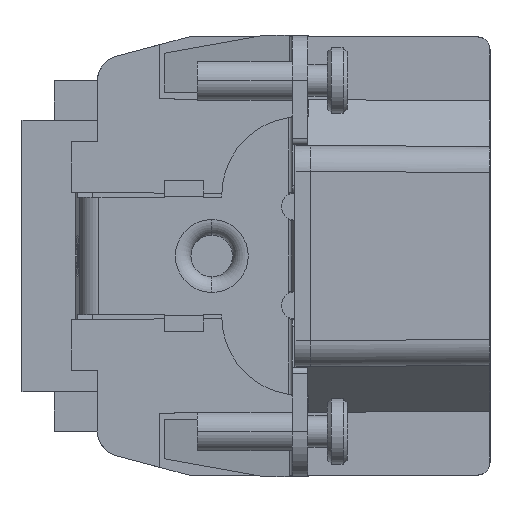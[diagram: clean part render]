
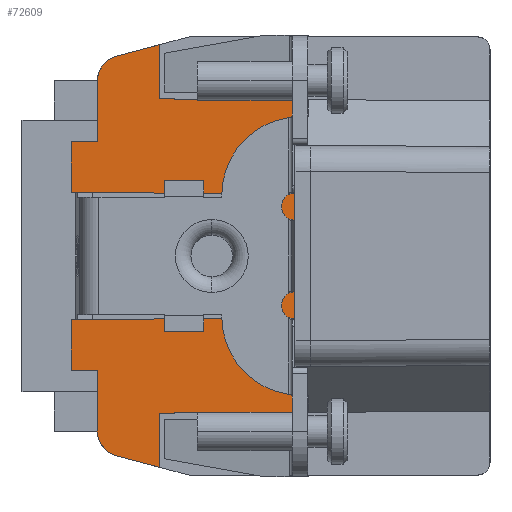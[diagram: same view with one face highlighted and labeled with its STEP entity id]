
A CAD part, left-side view. The second image highlights one B-rep face of the part: STEP entity #72609.
In plain terms, the highlighted planar face has unit normal (-1, 0.005, 0).
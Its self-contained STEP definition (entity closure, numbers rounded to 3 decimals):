
#18312=CARTESIAN_POINT('',(-45.174,19.,-1.442));
#18313=CARTESIAN_POINT('',(-45.175,18.711,
-0.961));
#18314=CARTESIAN_POINT('',(-45.176,18.489,0.));
#18315=CARTESIAN_POINT('',(-45.175,18.711,
0.961));
#18316=CARTESIAN_POINT('',(-45.174,19.,1.442));
#18318=DIRECTION('',(0.,0.,-1.));
#18319=VECTOR('',#18318,3.368);
#18320=CARTESIAN_POINT('',(-45.174,19.,4.81));
#18321=LINE('',#18320,#18319);
#18322=DIRECTION('',(0.005,1.,0.005));
#18323=VECTOR('',#18322,13.2);
#18324=CARTESIAN_POINT('',(-45.174,19.,4.81));
#18325=LINE('',#18324,#18323);
#18326=DIRECTION('',(0.,0.,-1.));
#18327=VECTOR('',#18326,3.92);
#18328=CARTESIAN_POINT('',(-45.105,32.2,8.8));
#18329=LINE('',#18328,#18327);
#18330=DIRECTION('',(0.005,1.,0.));
#18331=VECTOR('',#18330,2.);
#18332=CARTESIAN_POINT('',(-45.115,30.2,8.8));
#18333=LINE('',#18332,#18331);
#18334=DIRECTION('',(0.,0.,-1.));
#18335=VECTOR('',#18334,4.636);
#18336=CARTESIAN_POINT('',(-45.115,30.2,13.436));
#18337=LINE('',#18336,#18335);
#18338=CARTESIAN_POINT('',(-45.115,30.2,13.436));
#18339=CARTESIAN_POINT('',(-45.115,30.2,13.948));
#18340=CARTESIAN_POINT('',(-45.117,29.868,
14.716));
#18341=CARTESIAN_POINT('',(-45.12,29.212,
15.236));
#18342=CARTESIAN_POINT('',(-45.123,28.718,
15.368));
#18344=DIRECTION('',(0.005,0.966,-0.259));
#18345=VECTOR('',#18344,3.435);
#18346=CARTESIAN_POINT('',(-45.14,25.4,16.257));
#18347=LINE('',#18346,#18345);
#18348=DIRECTION('',(0.,0.,-1.));
#18349=VECTOR('',#18348,4.174);
#18350=CARTESIAN_POINT('',(-45.14,25.4,16.257));
#18351=LINE('',#18350,#18349);
#18352=DIRECTION('',(0.005,1.,-0.005));
#18353=VECTOR('',#18352,1.3);
#18354=CARTESIAN_POINT('',(-45.207,12.7,4.106));
#18355=LINE('',#18354,#18353);
#18356=DIRECTION('',(0.,0.,1.));
#18357=VECTOR('',#18356,8.212);
#18358=CARTESIAN_POINT('',(-45.207,12.7,-4.106));
#18359=LINE('',#18358,#18357);
#18360=DIRECTION('',(0.,0.,-1.));
#18361=VECTOR('',#18360,4.174);
#18362=CARTESIAN_POINT('',(-45.14,25.4,-12.083));
#18363=LINE('',#18362,#18361);
#18364=DIRECTION('',(0.005,0.966,0.259));
#18365=VECTOR('',#18364,3.435);
#18366=CARTESIAN_POINT('',(-45.14,25.4,-16.257));
#18367=LINE('',#18366,#18365);
#18368=CARTESIAN_POINT('',(-45.123,28.718,
-15.368));
#18369=CARTESIAN_POINT('',(-45.12,29.212,
-15.236));
#18370=CARTESIAN_POINT('',(-45.117,29.868,
-14.716));
#18371=CARTESIAN_POINT('',(-45.115,30.2,-13.948));
#18372=CARTESIAN_POINT('',(-45.115,30.2,-13.436));
#18374=DIRECTION('',(0.,0.,-1.));
#18375=VECTOR('',#18374,4.636);
#18376=CARTESIAN_POINT('',(-45.115,30.2,-8.8));
#18377=LINE('',#18376,#18375);
#18378=DIRECTION('',(0.005,1.,0.));
#18379=VECTOR('',#18378,2.);
#18380=CARTESIAN_POINT('',(-45.115,30.2,-8.8));
#18381=LINE('',#18380,#18379);
#18382=DIRECTION('',(0.,0.,-1.));
#18383=VECTOR('',#18382,3.92);
#18384=CARTESIAN_POINT('',(-45.105,32.2,-4.88));
#18385=LINE('',#18384,#18383);
#18386=DIRECTION('',(-0.005,-1.,0.005));
#18387=VECTOR('',#18386,13.2);
#18388=CARTESIAN_POINT('',(-45.105,32.2,-4.88));
#18389=LINE('',#18388,#18387);
#18390=DIRECTION('',(0.,0.,-1.));
#18391=VECTOR('',#18390,3.368);
#18392=CARTESIAN_POINT('',(-45.174,19.,-1.442));
#18393=LINE('',#18392,#18391);
#19104=DIRECTION('',(0.,0.,-1.));
#19105=VECTOR('',#19104,7.924);
#19106=CARTESIAN_POINT('',(-45.2,14.,-4.099));
#19107=LINE('',#19106,#19105);
#19124=DIRECTION('',(0.,0.,-1.));
#19125=VECTOR('',#19124,7.924);
#19126=CARTESIAN_POINT('',(-45.2,14.,
12.023));
#19127=LINE('',#19126,#19125);
#19640=DIRECTION('',(0.005,1.,0.005));
#19641=VECTOR('',#19640,1.3);
#19642=CARTESIAN_POINT('',(-45.207,12.7,-4.106));
#19643=LINE('',#19642,#19641);
#21377=DIRECTION('',(-0.005,-1.,0.005));
#21378=VECTOR('',#21377,11.4);
#21379=CARTESIAN_POINT('',(-45.14,25.4,-12.083));
#21380=LINE('',#21379,#21378);
#21381=DIRECTION('',(0.005,1.,0.005));
#21382=VECTOR('',#21381,11.4);
#21383=CARTESIAN_POINT('',(-45.2,14.,
12.023));
#21384=LINE('',#21383,#21382);
#43398=CARTESIAN_POINT('',(-45.14,25.4,16.257));
#43399=CARTESIAN_POINT('',(-45.123,28.718,
15.368));
#43400=VERTEX_POINT('',#43398);
#43401=VERTEX_POINT('',#43399);
#43402=VERTEX_POINT('',#18338);
#43403=CARTESIAN_POINT('',(-45.115,30.2,8.8));
#43404=CARTESIAN_POINT('',(-45.105,32.2,8.8));
#43405=VERTEX_POINT('',#43403);
#43406=VERTEX_POINT('',#43404);
#43407=VERTEX_POINT('',#18368);
#43408=VERTEX_POINT('',#18372);
#43409=CARTESIAN_POINT('',(-45.14,25.4,-16.257));
#43410=VERTEX_POINT('',#43409);
#43411=CARTESIAN_POINT('',(-45.115,30.2,-8.8));
#43412=VERTEX_POINT('',#43411);
#43413=CARTESIAN_POINT('',(-45.105,32.2,-8.8));
#43414=VERTEX_POINT('',#43413);
#43415=CARTESIAN_POINT('',(-45.14,25.4,-12.083));
#43416=VERTEX_POINT('',#43415);
#43417=CARTESIAN_POINT('',(-45.14,25.4,12.083));
#43418=VERTEX_POINT('',#43417);
#43419=CARTESIAN_POINT('',(-45.105,32.2,4.88));
#43420=VERTEX_POINT('',#43419);
#43421=CARTESIAN_POINT('',(-45.105,32.2,-4.88));
#43422=VERTEX_POINT('',#43421);
#43423=CARTESIAN_POINT('',(-45.207,12.7,-4.106));
#43424=CARTESIAN_POINT('',(-45.207,12.7,4.106));
#43425=VERTEX_POINT('',#43423);
#43426=VERTEX_POINT('',#43424);
#43428=CARTESIAN_POINT('',(-45.2,14.,4.099));
#43430=VERTEX_POINT('',#43428);
#43431=CARTESIAN_POINT('',(-45.2,14.,-4.099));
#43433=VERTEX_POINT('',#43431);
#43435=CARTESIAN_POINT('',(-45.2,14.,
-12.023));
#43436=VERTEX_POINT('',#43435);
#43437=CARTESIAN_POINT('',(-45.2,14.,
12.023));
#43438=VERTEX_POINT('',#43437);
#44153=CARTESIAN_POINT('',(-45.174,19.,4.81));
#44154=VERTEX_POINT('',#44153);
#44155=CARTESIAN_POINT('',(-45.174,19.,-4.81));
#44156=VERTEX_POINT('',#44155);
#54457=VERTEX_POINT('',#18312);
#54458=VERTEX_POINT('',#18316);
#72563=CARTESIAN_POINT('',(-45.2,14.,17.459));
#72564=DIRECTION('',(-1.,0.005,0.));
#72565=DIRECTION('',(0.,0.,1.));
#72566=AXIS2_PLACEMENT_3D('',#72563,#72564,#72565);
#72567=PLANE('',#72566);
#72569=ORIENTED_EDGE('',*,*,#72568,.T.);
#72571=ORIENTED_EDGE('',*,*,#72570,.F.);
#72572=ORIENTED_EDGE('',*,*,#72527,.T.);
#72574=ORIENTED_EDGE('',*,*,#72573,.F.);
#72575=ORIENTED_EDGE('',*,*,#72555,.F.);
#72576=ORIENTED_EDGE('',*,*,#72466,.F.);
#72578=ORIENTED_EDGE('',*,*,#72577,.T.);
#72579=ORIENTED_EDGE('',*,*,#72326,.F.);
#72580=ORIENTED_EDGE('',*,*,#72346,.T.);
#72582=ORIENTED_EDGE('',*,*,#72581,.F.);
#72584=ORIENTED_EDGE('',*,*,#72583,.T.);
#72586=ORIENTED_EDGE('',*,*,#72585,.F.);
#72587=ORIENTED_EDGE('',*,*,#62562,.F.);
#72589=ORIENTED_EDGE('',*,*,#72588,.T.);
#72591=ORIENTED_EDGE('',*,*,#72590,.T.);
#72593=ORIENTED_EDGE('',*,*,#72592,.F.);
#72594=ORIENTED_EDGE('',*,*,#72361,.T.);
#72595=ORIENTED_EDGE('',*,*,#72433,.T.);
#72597=ORIENTED_EDGE('',*,*,#72596,.T.);
#72598=ORIENTED_EDGE('',*,*,#72490,.F.);
#72600=ORIENTED_EDGE('',*,*,#72599,.T.);
#72602=ORIENTED_EDGE('',*,*,#72601,.F.);
#72604=ORIENTED_EDGE('',*,*,#72603,.T.);
#72606=ORIENTED_EDGE('',*,*,#72605,.F.);
#72607=EDGE_LOOP('',(#72569,#72571,#72572,#72574,#72575,#72576,#72578,#72579,
#72580,#72582,#72584,#72586,#72587,#72589,#72591,#72593,#72594,#72595,#72597,
#72598,#72600,#72602,#72604,#72606));
#72608=FACE_OUTER_BOUND('',#72607,.F.);
#72609=ADVANCED_FACE('',(#72608),#72567,.T.);
#18317=B_SPLINE_CURVE_WITH_KNOTS('',3,(#18312,#18313,#18314,#18315,#18316),
.UNSPECIFIED.,.F.,.F.,(4,1,4),(0.,0.5,1.),.UNSPECIFIED.);
#18343=B_SPLINE_CURVE_WITH_KNOTS('',3,(#18338,#18339,#18340,#18341,#18342),
.UNSPECIFIED.,.F.,.F.,(4,1,4),(0.,0.5,1.),.UNSPECIFIED.);
#18373=B_SPLINE_CURVE_WITH_KNOTS('',3,(#18368,#18369,#18370,#18371,#18372),
.UNSPECIFIED.,.F.,.F.,(4,1,4),(0.,0.5,1.),.UNSPECIFIED.);
#62562=EDGE_CURVE('',#43425,#43426,#18359,.T.);
#72326=EDGE_CURVE('',#43400,#43401,#18347,.T.);
#72346=EDGE_CURVE('',#43400,#43418,#18351,.T.);
#72361=EDGE_CURVE('',#43416,#43410,#18363,.T.);
#72433=EDGE_CURVE('',#43410,#43407,#18367,.T.);
#72466=EDGE_CURVE('',#43402,#43405,#18337,.T.);
#72490=EDGE_CURVE('',#43412,#43408,#18377,.T.);
#72527=EDGE_CURVE('',#44154,#43420,#18325,.T.);
#72555=EDGE_CURVE('',#43405,#43406,#18333,.T.);
#72568=EDGE_CURVE('',#54457,#54458,#18317,.T.);
#72570=EDGE_CURVE('',#44154,#54458,#18321,.T.);
#72573=EDGE_CURVE('',#43406,#43420,#18329,.T.);
#72577=EDGE_CURVE('',#43402,#43401,#18343,.T.);
#72581=EDGE_CURVE('',#43438,#43418,#21384,.T.);
#72583=EDGE_CURVE('',#43438,#43430,#19127,.T.);
#72585=EDGE_CURVE('',#43426,#43430,#18355,.T.);
#72588=EDGE_CURVE('',#43425,#43433,#19643,.T.);
#72590=EDGE_CURVE('',#43433,#43436,#19107,.T.);
#72592=EDGE_CURVE('',#43416,#43436,#21380,.T.);
#72596=EDGE_CURVE('',#43407,#43408,#18373,.T.);
#72599=EDGE_CURVE('',#43412,#43414,#18381,.T.);
#72601=EDGE_CURVE('',#43422,#43414,#18385,.T.);
#72603=EDGE_CURVE('',#43422,#44156,#18389,.T.);
#72605=EDGE_CURVE('',#54457,#44156,#18393,.T.);
